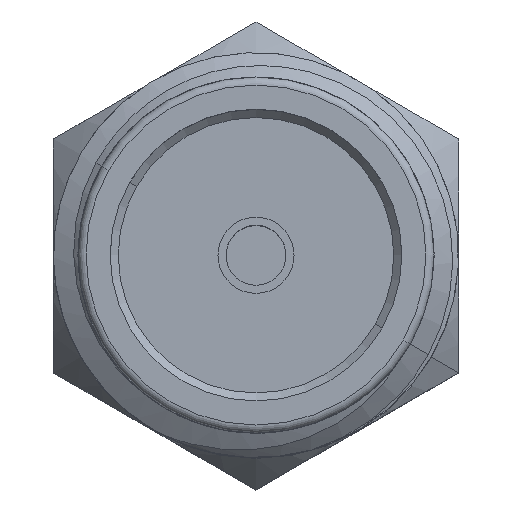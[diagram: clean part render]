
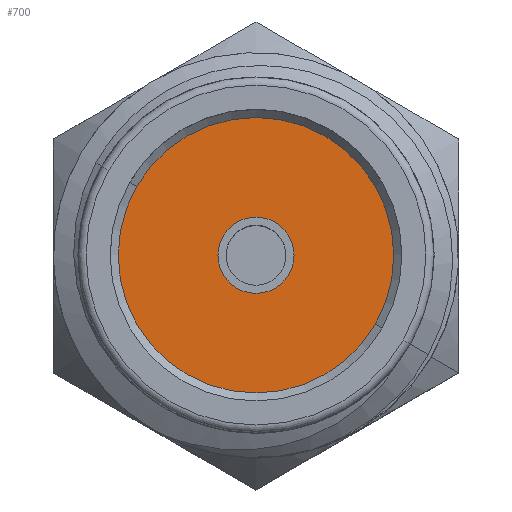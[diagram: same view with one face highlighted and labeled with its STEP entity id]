
A CAD part, top view. The second image highlights one B-rep face of the part: STEP entity #700.
In plain terms, the highlighted face is planar.
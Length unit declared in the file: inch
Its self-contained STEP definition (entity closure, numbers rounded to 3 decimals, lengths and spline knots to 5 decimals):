
#64 = PLANE ( 'NONE',  #2790 ) ;
#133 = DIRECTION ( 'NONE',  ( 1., 0., 0. ) ) ;
#137 = AXIS2_PLACEMENT_3D ( 'NONE', #3055, #133, #903 ) ;
#142 = CARTESIAN_POINT ( 'NONE',  ( 0.425, 0., 0. ) ) ;
#191 = CARTESIAN_POINT ( 'NONE',  ( 0.425, 0., 0.0235 ) ) ;
#195 = AXIS2_PLACEMENT_3D ( 'NONE', #2620, #730, #2072 ) ;
#324 = CARTESIAN_POINT ( 'NONE',  ( 0.425, 0., 0. ) ) ;
#373 = EDGE_CURVE ( 'NONE', #1095, #2319, #1037, .T. ) ;
#456 = CARTESIAN_POINT ( 'NONE',  ( 0.425, 0., 0. ) ) ;
#700 = ADVANCED_FACE ( 'NONE', ( #1374, #1905 ), #64, .T. ) ;
#730 = DIRECTION ( 'NONE',  ( 1., 0., 0. ) ) ;
#785 = ORIENTED_EDGE ( 'NONE', *, *, #1199, .T. ) ;
#854 = DIRECTION ( 'NONE',  ( 1., 0., 0. ) ) ;
#903 = DIRECTION ( 'NONE',  ( 0., 0., -1. ) ) ;
#1037 = CIRCLE ( 'NONE', #2344, 0.085 ) ;
#1095 = VERTEX_POINT ( 'NONE', #3299 ) ;
#1197 = DIRECTION ( 'NONE',  ( 1., 0., 0. ) ) ;
#1199 = EDGE_CURVE ( 'NONE', #2319, #1095, #1572, .T. ) ;
#1212 = DIRECTION ( 'NONE',  ( 0., 0., -1. ) ) ;
#1296 = EDGE_CURVE ( 'NONE', #2236, #1907, #2104, .T. ) ;
#1314 = ORIENTED_EDGE ( 'NONE', *, *, #373, .T. ) ;
#1374 = FACE_BOUND ( 'NONE', #2860, .T. ) ;
#1417 = ORIENTED_EDGE ( 'NONE', *, *, #3431, .F. ) ;
#1526 = CIRCLE ( 'NONE', #1932, 0.0235 ) ;
#1531 = DIRECTION ( 'NONE',  ( 0., 0., -1. ) ) ;
#1572 = CIRCLE ( 'NONE', #137, 0.085 ) ;
#1593 = DIRECTION ( 'NONE',  ( 0., 0., -1. ) ) ;
#1905 = FACE_OUTER_BOUND ( 'NONE', #2250, .T. ) ;
#1907 = VERTEX_POINT ( 'NONE', #191 ) ;
#1932 = AXIS2_PLACEMENT_3D ( 'NONE', #456, #2354, #1531 ) ;
#2021 = ORIENTED_EDGE ( 'NONE', *, *, #1296, .F. ) ;
#2072 = DIRECTION ( 'NONE',  ( 0., 0., -1. ) ) ;
#2104 = CIRCLE ( 'NONE', #195, 0.0235 ) ;
#2236 = VERTEX_POINT ( 'NONE', #3083 ) ;
#2250 = EDGE_LOOP ( 'NONE', ( #1314, #785 ) ) ;
#2319 = VERTEX_POINT ( 'NONE', #2931 ) ;
#2344 = AXIS2_PLACEMENT_3D ( 'NONE', #142, #1197, #1212 ) ;
#2354 = DIRECTION ( 'NONE',  ( 1., 0., 0. ) ) ;
#2620 = CARTESIAN_POINT ( 'NONE',  ( 0.425, 0., 0. ) ) ;
#2790 = AXIS2_PLACEMENT_3D ( 'NONE', #324, #854, #1593 ) ;
#2860 = EDGE_LOOP ( 'NONE', ( #2021, #1417 ) ) ;
#2931 = CARTESIAN_POINT ( 'NONE',  ( 0.425, 0., 0.085 ) ) ;
#3055 = CARTESIAN_POINT ( 'NONE',  ( 0.425, 0., 0. ) ) ;
#3083 = CARTESIAN_POINT ( 'NONE',  ( 0.425, 0., -0.0235 ) ) ;
#3299 = CARTESIAN_POINT ( 'NONE',  ( 0.425, 0., -0.085 ) ) ;
#3431 = EDGE_CURVE ( 'NONE', #1907, #2236, #1526, .T. ) ;
